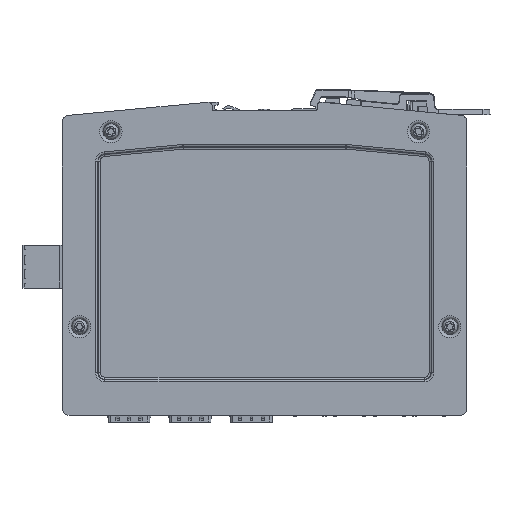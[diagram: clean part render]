
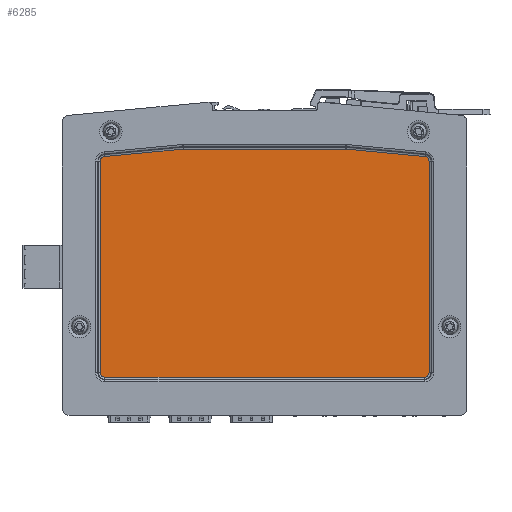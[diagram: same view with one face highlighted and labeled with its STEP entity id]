
A CAD part, top view. The second image highlights one B-rep face of the part: STEP entity #6285.
In plain terms, the highlighted planar face has unit normal (0, 0, 1).
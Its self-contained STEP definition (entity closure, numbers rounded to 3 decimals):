
#4045=CIRCLE('',#53522,1.586);
#4047=CIRCLE('',#53525,1.586);
#4052=CIRCLE('',#53533,1.586);
#4054=CIRCLE('',#53536,1.586);
#4059=CIRCLE('',#53544,1.586);
#4061=CIRCLE('',#53547,1.586);
#6285=ADVANCED_FACE('',(#10192),#8225,.T.);
#8225=PLANE('',#53556);
#10192=FACE_OUTER_BOUND('',#13144,.T.);
#13144=EDGE_LOOP('',(#24566,#24567,#24568,#24569,#24570,#24571,#24572,#24573,
#24574,#24575,#24576,#24577));
#24566=ORIENTED_EDGE('',*,*,#39259,.F.);
#24567=ORIENTED_EDGE('',*,*,#39263,.F.);
#24568=ORIENTED_EDGE('',*,*,#39268,.F.);
#24569=ORIENTED_EDGE('',*,*,#39273,.F.);
#24570=ORIENTED_EDGE('',*,*,#39278,.F.);
#24571=ORIENTED_EDGE('',*,*,#39283,.F.);
#24572=ORIENTED_EDGE('',*,*,#39285,.F.);
#24573=ORIENTED_EDGE('',*,*,#39281,.F.);
#24574=ORIENTED_EDGE('',*,*,#39276,.F.);
#24575=ORIENTED_EDGE('',*,*,#39271,.F.);
#24576=ORIENTED_EDGE('',*,*,#39266,.F.);
#24577=ORIENTED_EDGE('',*,*,#39261,.F.);
#32712=VERTEX_POINT('',#95083);
#32713=VERTEX_POINT('',#95085);
#32714=VERTEX_POINT('',#95089);
#32716=VERTEX_POINT('',#95094);
#32717=VERTEX_POINT('',#95099);
#32719=VERTEX_POINT('',#95104);
#32720=VERTEX_POINT('',#95109);
#32722=VERTEX_POINT('',#95114);
#32723=VERTEX_POINT('',#95119);
#32725=VERTEX_POINT('',#95124);
#32726=VERTEX_POINT('',#95129);
#32728=VERTEX_POINT('',#95134);
#39259=EDGE_CURVE('',#32713,#32712,#44620,.T.);
#39261=EDGE_CURVE('',#32712,#32714,#4045,.T.);
#39263=EDGE_CURVE('',#32716,#32713,#4047,.T.);
#39266=EDGE_CURVE('',#32714,#32717,#44621,.T.);
#39268=EDGE_CURVE('',#32719,#32716,#44622,.T.);
#39271=EDGE_CURVE('',#32717,#32720,#4052,.T.);
#39273=EDGE_CURVE('',#32722,#32719,#4054,.T.);
#39276=EDGE_CURVE('',#32720,#32723,#44624,.T.);
#39278=EDGE_CURVE('',#32725,#32722,#44625,.T.);
#39281=EDGE_CURVE('',#32723,#32726,#4059,.T.);
#39283=EDGE_CURVE('',#32728,#32725,#4061,.T.);
#39285=EDGE_CURVE('',#32726,#32728,#44627,.T.);
#44620=LINE('',#95086,#49362);
#44621=LINE('',#95100,#49363);
#44622=LINE('',#95105,#49364);
#44624=LINE('',#95120,#49366);
#44625=LINE('',#95125,#49367);
#44627=LINE('',#95138,#49369);
#49362=VECTOR('',#64461,1.);
#49363=VECTOR('',#64480,1.);
#49364=VECTOR('',#64485,1.);
#49366=VECTOR('',#64505,1.);
#49367=VECTOR('',#64510,1.);
#49369=VECTOR('',#64528,1.);
#53522=AXIS2_PLACEMENT_3D('',#95090,#64466,#64467);
#53525=AXIS2_PLACEMENT_3D('',#95095,#64472,#64473);
#53533=AXIS2_PLACEMENT_3D('',#95110,#64491,#64492);
#53536=AXIS2_PLACEMENT_3D('',#95115,#64497,#64498);
#53544=AXIS2_PLACEMENT_3D('',#95130,#64516,#64517);
#53547=AXIS2_PLACEMENT_3D('',#95135,#64522,#64523);
#53556=AXIS2_PLACEMENT_3D('',#95151,#64547,#64548);
#64461=DIRECTION('',(0.,-1.,0.));
#64466=DIRECTION('',(0.,0.,-1.));
#64467=DIRECTION('',(0.707,-0.707,0.));
#64472=DIRECTION('',(0.,0.,-1.));
#64473=DIRECTION('',(0.74,0.673,0.));
#64480=DIRECTION('',(-1.,0.,0.));
#64485=DIRECTION('',(0.996,-0.094,0.));
#64491=DIRECTION('',(0.,0.,-1.));
#64492=DIRECTION('',(-0.707,-0.707,0.));
#64497=DIRECTION('',(0.,0.,-1.));
#64498=DIRECTION('',(0.047,0.999,0.));
#64505=DIRECTION('',(0.,1.,0.));
#64510=DIRECTION('',(1.,0.,0.));
#64516=DIRECTION('',(0.,0.,-1.));
#64517=DIRECTION('',(-0.74,0.673,0.));
#64522=DIRECTION('',(0.,0.,-1.));
#64523=DIRECTION('',(-0.047,0.999,0.));
#64528=DIRECTION('',(0.996,0.094,0.));
#64547=DIRECTION('',(0.,0.,1.));
#64548=DIRECTION('',(1.,0.,0.));
#95083=CARTESIAN_POINT('',(57.686,-38.1,23.2));
#95085=CARTESIAN_POINT('',(57.686,36.188,23.2));
#95086=CARTESIAN_POINT('',(57.686,36.188,23.2));
#95089=CARTESIAN_POINT('',(56.1,-39.686,23.2));
#95090=CARTESIAN_POINT('',(56.1,-38.1,23.2));
#95094=CARTESIAN_POINT('',(56.249,37.767,23.2));
#95095=CARTESIAN_POINT('',(56.1,36.188,23.2));
#95099=CARTESIAN_POINT('',(-56.1,-39.686,23.2));
#95100=CARTESIAN_POINT('',(56.1,-39.686,23.2));
#95104=CARTESIAN_POINT('',(28.62,40.379,23.2));
#95105=CARTESIAN_POINT('',(28.62,40.379,23.2));
#95109=CARTESIAN_POINT('',(-57.686,-38.1,23.2));
#95110=CARTESIAN_POINT('',(-56.1,-38.1,23.2));
#95114=CARTESIAN_POINT('',(28.47,40.386,23.2));
#95115=CARTESIAN_POINT('',(28.47,38.8,23.2));
#95119=CARTESIAN_POINT('',(-57.686,36.188,23.2));
#95120=CARTESIAN_POINT('',(-57.686,-38.1,23.2));
#95124=CARTESIAN_POINT('',(-28.47,40.386,23.2));
#95125=CARTESIAN_POINT('',(-28.47,40.386,23.2));
#95129=CARTESIAN_POINT('',(-56.249,37.767,23.2));
#95130=CARTESIAN_POINT('',(-56.1,36.188,23.2));
#95134=CARTESIAN_POINT('',(-28.62,40.379,23.2));
#95135=CARTESIAN_POINT('',(-28.47,38.8,23.2));
#95138=CARTESIAN_POINT('',(-56.249,37.767,23.2));
#95151=CARTESIAN_POINT('',(0.,-0.396,23.2));
